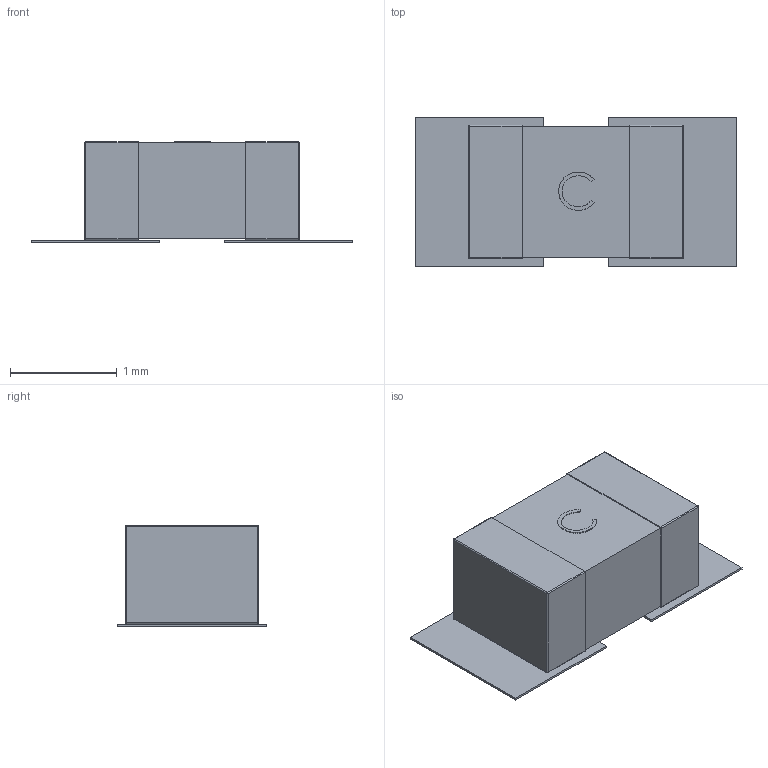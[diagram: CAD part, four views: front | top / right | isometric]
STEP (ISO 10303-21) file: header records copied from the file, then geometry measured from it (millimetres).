
FILE_DESCRIPTION (( 'STEP AP214' ), '1' );
FILE_NAME ('User Library-cap0805.STEP', '2010-10-18T05:25:31', ( 'sysAdmin' ), ( 'SolidWorks' ), 'SwSTEP 2.0', 'SolidWorks 2010', '' );
FILE_SCHEMA (( 'AUTOMOTIVE_DESIGN' ));
Length unit declared in the file: millimetre
Products named in the file (3): User Library-cap0805; User Library-cap0805_cap0805_body_??; User Library-cap0805_pad_0805_??
Assembly tree (2 placements, depth 2):
  User Library-cap0805
    User Library-cap0805_pad_0805_??
    User Library-cap0805_cap0805_body_??
Bounding box: 3 x 1.4 x 0.94 mm (x, y, z)
Volume: 2.3 mm3; surface area: 17.9 mm2
Topology: 3 solids, 3 shells, 64 faces, 149 edges, 86 vertices
Faces by surface type: plane 31, cylinder 16, bspline 9, sphere 8
Entity records: 3148 total; most frequent: CARTESIAN_POINT 1223, ORIENTED_EDGE 282, DIRECTION 275, EDGE_CURVE 141, AXIS2_PLACEMENT_3D 92, LINE 91, VECTOR 91, VERTEX_POINT 86
